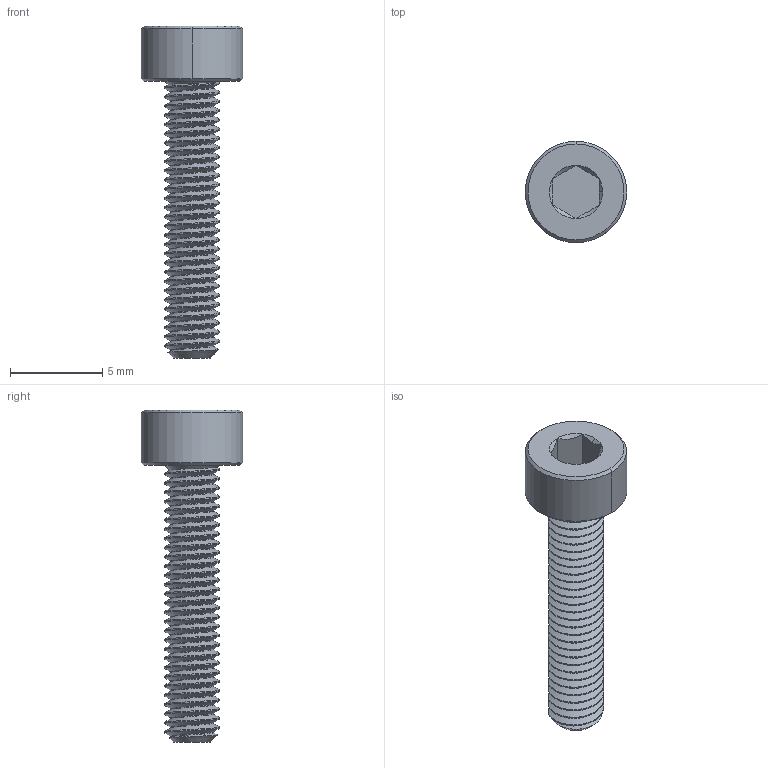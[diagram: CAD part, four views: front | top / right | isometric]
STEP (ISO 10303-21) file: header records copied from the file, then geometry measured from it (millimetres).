
FILE_DESCRIPTION(/* description */ (''),/* implementation_level */ '2;1');
FILE_NAME(/* name */ '91290A572_Black-Oxide Alloy Steel Socket Head Screw.step',/* time_stamp */ '2022-12-21T17:32:05-03:00',/* author */ (''),/* organization */ (''),/* preprocessor_version */ 'ST-DEVELOPER v19.2',/* originating_system */ 'Autodesk Translation Framework v11.17.0.187',/* authorisation */ '');
FILE_SCHEMA (('AUTOMOTIVE_DESIGN { 1 0 10303 214 3 1 1 }'));
Length unit declared in the file: millimetre
Products named in the file (1): 91290A572_Black-Oxide Alloy Steel Socket Head Screw
Bounding box: 5.5 x 5.5 x 18 mm (x, y, z)
Volume: 143.8 mm3; surface area: 327.8 mm2
Topology: 1 solids, 1 shells, 90 faces, 238 edges, 152 vertices
Faces by surface type: cylinder 61, cone 16, plane 10, bspline 3
Entity records: 6171 total; most frequent: CARTESIAN_POINT 4299, ORIENTED_EDGE 476, DIRECTION 299, EDGE_CURVE 238, VERTEX_POINT 152, AXIS2_PLACEMENT_3D 109, EDGE_LOOP 92, FACE_OUTER_BOUND 90
